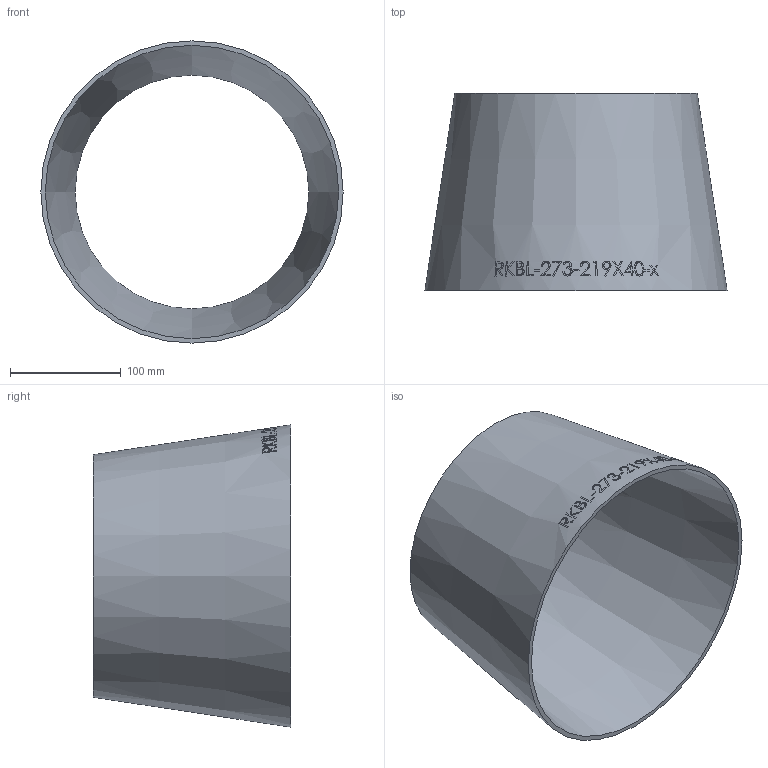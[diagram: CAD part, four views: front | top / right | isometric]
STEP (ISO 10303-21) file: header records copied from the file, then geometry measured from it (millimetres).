
FILE_DESCRIPTION (( 'STEP AP214' ), '1' );
FILE_NAME ('RK-273-219X40-x Reduzierung aus Blech 2006.STEP', '2020-06-03T09:53:15', ( '' ), ( '' ), 'SwSTEP 2.0', 'SolidWorks 2019', '' );
FILE_SCHEMA (( 'AUTOMOTIVE_DESIGN' ));
Length unit declared in the file: millimetre
Products named in the file (1): RK-273-219X40-x Reduzierung aus Blech 2006
Bounding box: 273 x 178 x 273 mm (x, y, z)
Volume: 547782.4 mm3; surface area: 279928.3 mm2
Topology: 1 solids, 1 shells, 201 faces, 528 edges, 352 vertices
Faces by surface type: bspline 174, cone 25, plane 2
Entity records: 28017 total; most frequent: CARTESIAN_POINT 22468, ORIENTED_EDGE 1052, EDGE_CURVE 526, B_SPLINE_CURVE_WITH_KNOTS 522, VERTEX_POINT 352, EDGE_LOOP 228, FACE_OUTER_BOUND 201, ADVANCED_FACE 201
